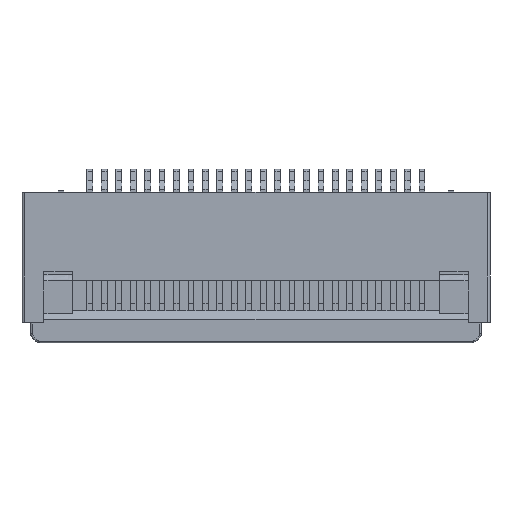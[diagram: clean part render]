
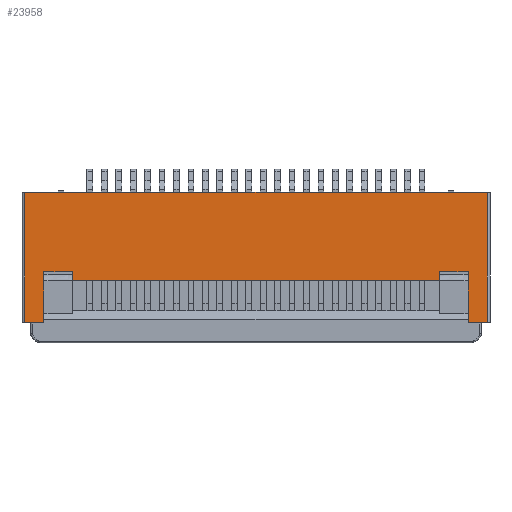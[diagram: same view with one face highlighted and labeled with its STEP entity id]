
A CAD part, top view. The second image highlights one B-rep face of the part: STEP entity #23958.
In plain terms, the highlighted planar face has unit normal (0, 0, 1).
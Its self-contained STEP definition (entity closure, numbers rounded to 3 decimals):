
#86 = CARTESIAN_POINT ( 'NONE',  ( 8., 2.05, 2. ) ) ;
#753 = LINE ( 'NONE', #6991, #6213 ) ;
#810 = AXIS2_PLACEMENT_3D ( 'NONE', #19218, #6890, #21264 ) ;
#1276 = CARTESIAN_POINT ( 'NONE',  ( 8., -2.45, 2. ) ) ;
#1358 = EDGE_CURVE ( 'NONE', #12241, #11481, #4717, .T. ) ;
#1858 = DIRECTION ( 'NONE',  ( -1., 0., 0. ) ) ;
#2043 = DIRECTION ( 'NONE',  ( 0., 1., 0. ) ) ;
#2561 = CARTESIAN_POINT ( 'NONE',  ( -7.35, -0.7, 2. ) ) ;
#2882 = VERTEX_POINT ( 'NONE', #8420 ) ;
#3498 = FACE_OUTER_BOUND ( 'NONE', #6951, .T. ) ;
#3992 = LINE ( 'NONE', #8790, #14282 ) ;
#4121 = CARTESIAN_POINT ( 'NONE',  ( -6.35, -0.7, 2. ) ) ;
#4717 = LINE ( 'NONE', #86, #15684 ) ;
#4727 = CARTESIAN_POINT ( 'NONE',  ( -8.1, 2.05, 2. ) ) ;
#4849 = VECTOR ( 'NONE', #9341, 1000. ) ;
#5297 = ORIENTED_EDGE ( 'NONE', *, *, #25430, .T. ) ;
#5531 = VECTOR ( 'NONE', #17915, 1000. ) ;
#5723 = VERTEX_POINT ( 'NONE', #26656 ) ;
#6213 = VECTOR ( 'NONE', #19313, 1000. ) ;
#6405 = VERTEX_POINT ( 'NONE', #17202 ) ;
#6804 = DIRECTION ( 'NONE',  ( -1., 0., 0. ) ) ;
#6890 = DIRECTION ( 'NONE',  ( 0., 0., 1. ) ) ;
#6951 = EDGE_LOOP ( 'NONE', ( #12438, #23222, #15896, #24967, #5297, #24377, #20495, #17390, #19684, #8394, #14908, #16183 ) ) ;
#6991 = CARTESIAN_POINT ( 'NONE',  ( -8.1, -2.45, 2. ) ) ;
#7332 = CARTESIAN_POINT ( 'NONE',  ( -7.35, -2.45, 2. ) ) ;
#7599 = VERTEX_POINT ( 'NONE', #9290 ) ;
#8386 = LINE ( 'NONE', #11222, #13850 ) ;
#8394 = ORIENTED_EDGE ( 'NONE', *, *, #23304, .F. ) ;
#8420 = CARTESIAN_POINT ( 'NONE',  ( -6.35, -0.7, 2. ) ) ;
#8790 = CARTESIAN_POINT ( 'NONE',  ( 6.35, -0.7, 2. ) ) ;
#8816 = LINE ( 'NONE', #4727, #24612 ) ;
#8831 = VERTEX_POINT ( 'NONE', #16180 ) ;
#8879 = PLANE ( 'NONE',  #810 ) ;
#9290 = CARTESIAN_POINT ( 'NONE',  ( -8., 2.05, 2. ) ) ;
#9341 = DIRECTION ( 'NONE',  ( 0., -1., 0. ) ) ;
#9452 = VECTOR ( 'NONE', #17060, 1000. ) ;
#10246 = VECTOR ( 'NONE', #15990, 1000. ) ;
#11222 = CARTESIAN_POINT ( 'NONE',  ( 6.35, -1., 2. ) ) ;
#11481 = VERTEX_POINT ( 'NONE', #15061 ) ;
#12125 = CARTESIAN_POINT ( 'NONE',  ( -6.35, -1., 2. ) ) ;
#12142 = VECTOR ( 'NONE', #1858, 1000. ) ;
#12241 = VERTEX_POINT ( 'NONE', #1276 ) ;
#12438 = ORIENTED_EDGE ( 'NONE', *, *, #25480, .T. ) ;
#13499 = EDGE_CURVE ( 'NONE', #25687, #22269, #15747, .T. ) ;
#13850 = VECTOR ( 'NONE', #19416, 1000. ) ;
#13858 = LINE ( 'NONE', #4121, #24842 ) ;
#14282 = VECTOR ( 'NONE', #23094, 1000. ) ;
#14908 = ORIENTED_EDGE ( 'NONE', *, *, #25426, .F. ) ;
#14933 = LINE ( 'NONE', #23179, #9452 ) ;
#15061 = CARTESIAN_POINT ( 'NONE',  ( 8., 2.05, 2. ) ) ;
#15684 = VECTOR ( 'NONE', #2043, 1000. ) ;
#15747 = LINE ( 'NONE', #26372, #10246 ) ;
#15896 = ORIENTED_EDGE ( 'NONE', *, *, #25432, .T. ) ;
#15990 = DIRECTION ( 'NONE',  ( 0., 1., 0. ) ) ;
#16180 = CARTESIAN_POINT ( 'NONE',  ( -7.35, -2.45, 2. ) ) ;
#16183 = ORIENTED_EDGE ( 'NONE', *, *, #13499, .F. ) ;
#17060 = DIRECTION ( 'NONE',  ( 1., 0., 0. ) ) ;
#17202 = CARTESIAN_POINT ( 'NONE',  ( 6.35, -1., 2. ) ) ;
#17341 = EDGE_CURVE ( 'NONE', #7599, #26088, #21272, .T. ) ;
#17390 = ORIENTED_EDGE ( 'NONE', *, *, #17746, .F. ) ;
#17746 = EDGE_CURVE ( 'NONE', #22682, #2882, #13858, .T. ) ;
#17908 = VERTEX_POINT ( 'NONE', #2561 ) ;
#17915 = DIRECTION ( 'NONE',  ( -1., 0., 0. ) ) ;
#18049 = EDGE_CURVE ( 'NONE', #17908, #8831, #24462, .T. ) ;
#18318 = VECTOR ( 'NONE', #23793, 1000. ) ;
#19218 = CARTESIAN_POINT ( 'NONE',  ( 0., 0., 2. ) ) ;
#19313 = DIRECTION ( 'NONE',  ( 1., 0., 0. ) ) ;
#19416 = DIRECTION ( 'NONE',  ( 0., -1., 0. ) ) ;
#19684 = ORIENTED_EDGE ( 'NONE', *, *, #19842, .F. ) ;
#19842 = EDGE_CURVE ( 'NONE', #6405, #22682, #23077, .T. ) ;
#19970 = CARTESIAN_POINT ( 'NONE',  ( -7.35, -0.7, 2. ) ) ;
#20495 = ORIENTED_EDGE ( 'NONE', *, *, #22900, .F. ) ;
#20553 = DIRECTION ( 'NONE',  ( 0., 1., 0. ) ) ;
#21264 = DIRECTION ( 'NONE',  ( 1., 0., 0. ) ) ;
#21272 = LINE ( 'NONE', #21661, #4849 ) ;
#21299 = LINE ( 'NONE', #19970, #5531 ) ;
#21661 = CARTESIAN_POINT ( 'NONE',  ( -8., -2.45, 2. ) ) ;
#22003 = CARTESIAN_POINT ( 'NONE',  ( 7.35, -2.45, 2. ) ) ;
#22269 = VERTEX_POINT ( 'NONE', #23434 ) ;
#22682 = VERTEX_POINT ( 'NONE', #25417 ) ;
#22900 = EDGE_CURVE ( 'NONE', #2882, #17908, #21299, .T. ) ;
#23077 = LINE ( 'NONE', #12125, #12142 ) ;
#23094 = DIRECTION ( 'NONE',  ( -1., 0., 0. ) ) ;
#23179 = CARTESIAN_POINT ( 'NONE',  ( -8.1, -2.45, 2. ) ) ;
#23222 = ORIENTED_EDGE ( 'NONE', *, *, #1358, .T. ) ;
#23304 = EDGE_CURVE ( 'NONE', #5723, #6405, #8386, .T. ) ;
#23434 = CARTESIAN_POINT ( 'NONE',  ( 7.35, -0.7, 2. ) ) ;
#23793 = DIRECTION ( 'NONE',  ( 0., -1., 0. ) ) ;
#23958 = ADVANCED_FACE ( 'NONE', ( #3498 ), #8879, .T. ) ;
#24377 = ORIENTED_EDGE ( 'NONE', *, *, #18049, .F. ) ;
#24462 = LINE ( 'NONE', #7332, #18318 ) ;
#24612 = VECTOR ( 'NONE', #6804, 1000. ) ;
#24842 = VECTOR ( 'NONE', #20553, 1000. ) ;
#24967 = ORIENTED_EDGE ( 'NONE', *, *, #17341, .T. ) ;
#25417 = CARTESIAN_POINT ( 'NONE',  ( -6.35, -1., 2. ) ) ;
#25426 = EDGE_CURVE ( 'NONE', #22269, #5723, #3992, .T. ) ;
#25428 = CARTESIAN_POINT ( 'NONE',  ( -8., -2.45, 2. ) ) ;
#25430 = EDGE_CURVE ( 'NONE', #26088, #8831, #14933, .T. ) ;
#25432 = EDGE_CURVE ( 'NONE', #11481, #7599, #8816, .T. ) ;
#25480 = EDGE_CURVE ( 'NONE', #25687, #12241, #753, .T. ) ;
#25687 = VERTEX_POINT ( 'NONE', #22003 ) ;
#26088 = VERTEX_POINT ( 'NONE', #25428 ) ;
#26372 = CARTESIAN_POINT ( 'NONE',  ( 7.35, -0.7, 2. ) ) ;
#26656 = CARTESIAN_POINT ( 'NONE',  ( 6.35, -0.7, 2. ) ) ;
